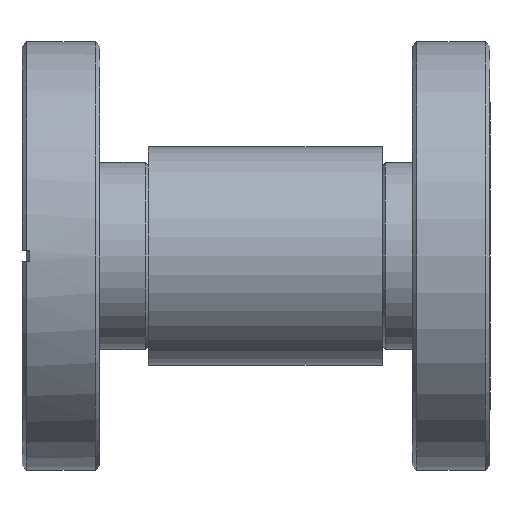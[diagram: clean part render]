
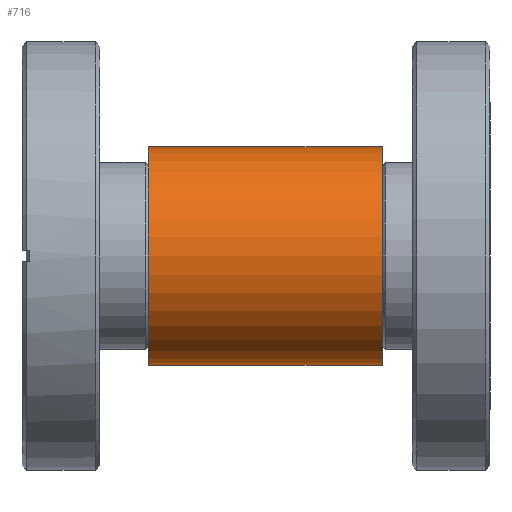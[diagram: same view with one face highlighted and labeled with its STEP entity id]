
A CAD part, left-side view. The second image highlights one B-rep face of the part: STEP entity #716.
In plain terms, the highlighted cylindrical face has radius 17.78 mm (diameter 35.56 mm), a partial arc.
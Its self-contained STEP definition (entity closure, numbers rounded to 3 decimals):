
#106 = FACE_OUTER_BOUND ( 'NONE', #3378, .T. ) ;
#249 = DIRECTION ( 'NONE',  ( 0., 1., 0. ) ) ;
#313 = DIRECTION ( 'NONE',  ( 0., 1., 0. ) ) ;
#628 = CIRCLE ( 'NONE', #3144, 17.78 ) ;
#680 = CARTESIAN_POINT ( 'NONE',  ( 0., -37.393, 0. ) ) ;
#716 = ADVANCED_FACE ( 'NONE', ( #106 ), #1791, .T. ) ;
#833 = CARTESIAN_POINT ( 'NONE',  ( 0., -37.393, 17.78 ) ) ;
#930 = AXIS2_PLACEMENT_3D ( 'NONE', #680, #4345, #1310 ) ;
#944 = EDGE_CURVE ( 'NONE', #2016, #1785, #1083, .T. ) ;
#1083 = LINE ( 'NONE', #833, #2776 ) ;
#1114 = VERTEX_POINT ( 'NONE', #3588 ) ;
#1130 = EDGE_CURVE ( 'NONE', #4232, #1114, #2929, .T. ) ;
#1195 = CIRCLE ( 'NONE', #1738, 17.78 ) ;
#1310 = DIRECTION ( 'NONE',  ( 0., 0., 1. ) ) ;
#1344 = ORIENTED_EDGE ( 'NONE', *, *, #3165, .T. ) ;
#1489 = CARTESIAN_POINT ( 'NONE',  ( 0., -19.841, 17.78 ) ) ;
#1690 = CARTESIAN_POINT ( 'NONE',  ( 0., 18.259, 17.78 ) ) ;
#1738 = AXIS2_PLACEMENT_3D ( 'NONE', #1790, #4149, #2126 ) ;
#1785 = VERTEX_POINT ( 'NONE', #1690 ) ;
#1790 = CARTESIAN_POINT ( 'NONE',  ( 0., -19.841, 0. ) ) ;
#1791 = CYLINDRICAL_SURFACE ( 'NONE', #930, 17.78 ) ;
#1792 = ORIENTED_EDGE ( 'NONE', *, *, #3740, .F. ) ;
#2016 = VERTEX_POINT ( 'NONE', #1489 ) ;
#2025 = VECTOR ( 'NONE', #249, 1000. ) ;
#2126 = DIRECTION ( 'NONE',  ( 0., 0., 1. ) ) ;
#2319 = CARTESIAN_POINT ( 'NONE',  ( 0., 18.259, 0. ) ) ;
#2659 = DIRECTION ( 'NONE',  ( 0., 0., 1. ) ) ;
#2776 = VECTOR ( 'NONE', #3838, 1000. ) ;
#2929 = LINE ( 'NONE', #3953, #2025 ) ;
#3144 = AXIS2_PLACEMENT_3D ( 'NONE', #2319, #313, #2659 ) ;
#3165 = EDGE_CURVE ( 'NONE', #4232, #2016, #1195, .T. ) ;
#3378 = EDGE_LOOP ( 'NONE', ( #3547, #1344, #3909, #1792 ) ) ;
#3547 = ORIENTED_EDGE ( 'NONE', *, *, #1130, .F. ) ;
#3588 = CARTESIAN_POINT ( 'NONE',  ( 0., 18.259, -17.78 ) ) ;
#3740 = EDGE_CURVE ( 'NONE', #1114, #1785, #628, .T. ) ;
#3838 = DIRECTION ( 'NONE',  ( 0., 1., 0. ) ) ;
#3909 = ORIENTED_EDGE ( 'NONE', *, *, #944, .T. ) ;
#3953 = CARTESIAN_POINT ( 'NONE',  ( 0., -37.393, -17.78 ) ) ;
#4149 = DIRECTION ( 'NONE',  ( 0., 1., 0. ) ) ;
#4232 = VERTEX_POINT ( 'NONE', #4355 ) ;
#4345 = DIRECTION ( 'NONE',  ( 0., 1., 0. ) ) ;
#4355 = CARTESIAN_POINT ( 'NONE',  ( 0., -19.841, -17.78 ) ) ;
